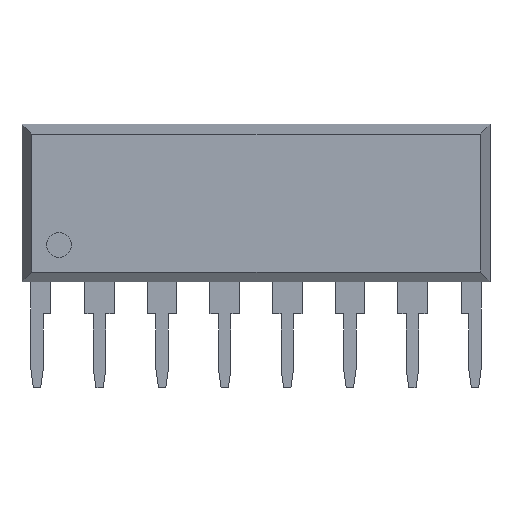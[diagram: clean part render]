
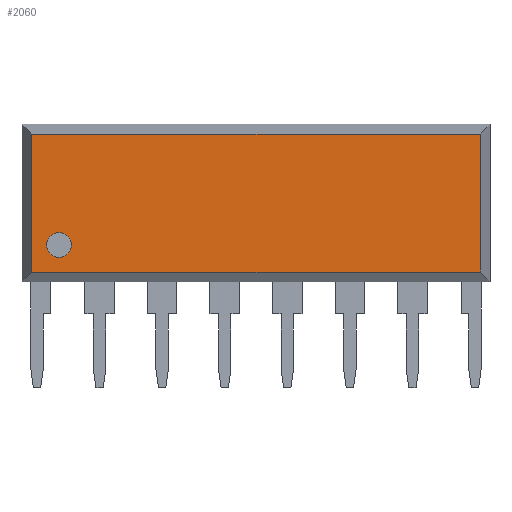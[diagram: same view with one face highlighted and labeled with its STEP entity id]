
A CAD part, front view. The second image highlights one B-rep face of the part: STEP entity #2060.
In plain terms, the highlighted planar face has unit normal (0, -1, 0).
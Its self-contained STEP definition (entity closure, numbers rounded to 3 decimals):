
#427 = VERTEX_POINT('',#428);
#428 = CARTESIAN_POINT('',(-0.21,-1.5,1.7));
#436 = VERTEX_POINT('',#437);
#437 = CARTESIAN_POINT('',(-0.21,-1.5,7.3));
#443 = EDGE_CURVE('',#427,#436,#444,.T.);
#444 = LINE('',#445,#446);
#445 = CARTESIAN_POINT('',(-0.21,-1.5,1.7));
#446 = VECTOR('',#447,1.);
#447 = DIRECTION('',(0.,0.,1.));
#544 = EDGE_CURVE('',#427,#545,#547,.T.);
#545 = VERTEX_POINT('',#546);
#546 = CARTESIAN_POINT('',(17.99,-1.5,1.7));
#547 = LINE('',#548,#549);
#548 = CARTESIAN_POINT('',(-0.61,-1.5,1.7));
#549 = VECTOR('',#550,1.);
#550 = DIRECTION('',(1.,0.,0.));
#2040 = EDGE_CURVE('',#436,#2041,#2043,.T.);
#2041 = VERTEX_POINT('',#2042);
#2042 = CARTESIAN_POINT('',(17.99,-1.5,7.3));
#2043 = LINE('',#2044,#2045);
#2044 = CARTESIAN_POINT('',(-0.61,-1.5,7.3));
#2045 = VECTOR('',#2046,1.);
#2046 = DIRECTION('',(1.,0.,0.));
#2060 = ADVANCED_FACE('',(#2061,#2072),#2083,.F.);
#2061 = FACE_BOUND('',#2062,.F.);
#2062 = EDGE_LOOP('',(#2063,#2064,#2065,#2066));
#2063 = ORIENTED_EDGE('',*,*,#544,.F.);
#2064 = ORIENTED_EDGE('',*,*,#443,.T.);
#2065 = ORIENTED_EDGE('',*,*,#2040,.T.);
#2066 = ORIENTED_EDGE('',*,*,#2067,.F.);
#2067 = EDGE_CURVE('',#545,#2041,#2068,.T.);
#2068 = LINE('',#2069,#2070);
#2069 = CARTESIAN_POINT('',(17.99,-1.5,1.7));
#2070 = VECTOR('',#2071,1.);
#2071 = DIRECTION('',(0.,0.,1.));
#2072 = FACE_BOUND('',#2073,.F.);
#2073 = EDGE_LOOP('',(#2074));
#2074 = ORIENTED_EDGE('',*,*,#2075,.T.);
#2075 = EDGE_CURVE('',#2076,#2076,#2078,.T.);
#2076 = VERTEX_POINT('',#2077);
#2077 = CARTESIAN_POINT('',(1.39,-1.5,2.8));
#2078 = CIRCLE('',#2079,0.5);
#2079 = AXIS2_PLACEMENT_3D('',#2080,#2081,#2082);
#2080 = CARTESIAN_POINT('',(0.89,-1.5,2.8));
#2081 = DIRECTION('',(0.,-1.,0.));
#2082 = DIRECTION('',(1.,0.,0.));
#2083 = PLANE('',#2084);
#2084 = AXIS2_PLACEMENT_3D('',#2085,#2086,#2087);
#2085 = CARTESIAN_POINT('',(-0.61,-1.5,1.3));
#2086 = DIRECTION('',(0.,1.,0.));
#2087 = DIRECTION('',(1.,0.,0.));
